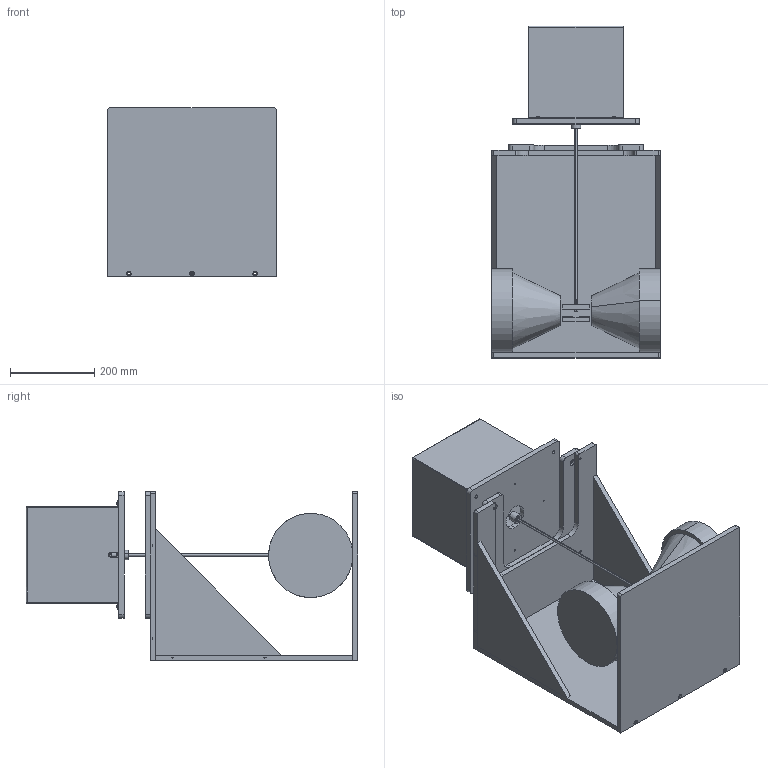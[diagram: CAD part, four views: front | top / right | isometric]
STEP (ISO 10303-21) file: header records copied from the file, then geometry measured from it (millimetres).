
FILE_DESCRIPTION (( 'STEP AP214' ), '1' );
FILE_NAME ('VSM.STEP', '2017-08-21T13:17:06', ( 'Sidh Singh' ), ( '' ), 'SwSTEP 2.0', 'SolidWorks 2012', '' );
FILE_SCHEMA (( 'AUTOMOTIVE_DESIGN' ));
Length unit declared in the file: millimetre
Products named in the file (1): VSM
Bounding box: 400 x 787.5 x 400 mm (x, y, z)
Surface area: 2007451.3 mm2 (no closed solid volume)
Topology: 0 solids, 51 shells, 394 faces, 1283 edges, 927 vertices
Faces by surface type: plane 194, cylinder 138, torus 38, cone 16, sphere 8
Entity records: 18779 total; most frequent: CARTESIAN_POINT 2775, DIRECTION 2660, ORIENTED_EDGE 1990, EDGE_CURVE 1277, AXIS2_PLACEMENT_3D 1012, VERTEX_POINT 927, LINE 636, VECTOR 636
